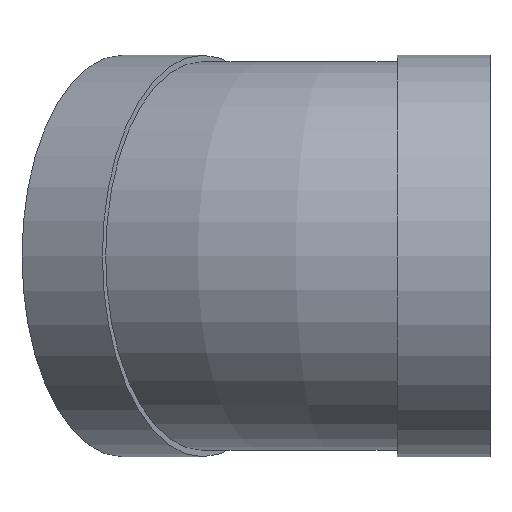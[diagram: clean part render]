
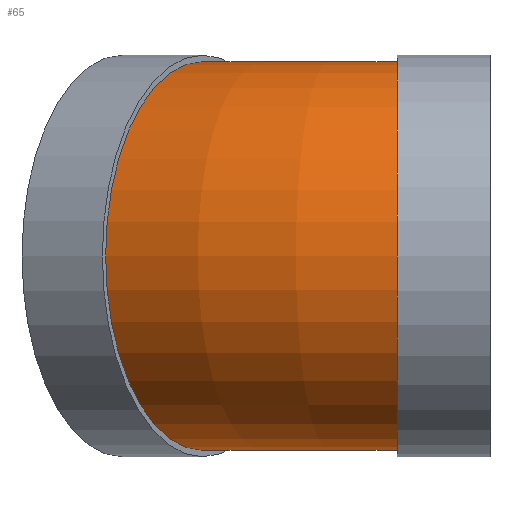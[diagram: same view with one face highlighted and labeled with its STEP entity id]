
A CAD part, left-side view. The second image highlights one B-rep face of the part: STEP entity #65.
In plain terms, the highlighted toroidal (fillet/blend) face has major radius 180 mm and minor radius 90 mm.
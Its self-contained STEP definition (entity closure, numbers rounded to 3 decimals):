
#65 = ADVANCED_FACE( '', ( #126, #127 ), #128, .T. );
#126 = FACE_OUTER_BOUND( '', #188, .T. );
#127 = FACE_OUTER_BOUND( '', #189, .T. );
#128 = TOROIDAL_SURFACE( '', #190, 180., 90. );
#188 = EDGE_LOOP( '', ( #244 ) );
#189 = EDGE_LOOP( '', ( #245 ) );
#190 = AXIS2_PLACEMENT_3D( '', #246, #247, #248 );
#244 = ORIENTED_EDGE( '', *, *, #307, .T. );
#245 = ORIENTED_EDGE( '', *, *, #303, .F. );
#246 = CARTESIAN_POINT( '', ( 180., 43., 0. ) );
#247 = DIRECTION( '', ( 0., 0., -1. ) );
#248 = DIRECTION( '', ( -1., 0., 0. ) );
#303 = EDGE_CURVE( '', #330, #330, #331, .T. );
#307 = EDGE_CURVE( '', #336, #336, #337, .T. );
#330 = VERTEX_POINT( '', #366 );
#331 = CIRCLE( '', #367, 90. );
#336 = VERTEX_POINT( '', #372 );
#337 = CIRCLE( '', #373, 90. );
#366 = CARTESIAN_POINT( '', ( 102.058, 88., 0. ) );
#367 = AXIS2_PLACEMENT_3D( '', #403, #404, #405 );
#372 = CARTESIAN_POINT( '', ( 90., 43., 0. ) );
#373 = AXIS2_PLACEMENT_3D( '', #409, #410, #411 );
#403 = CARTESIAN_POINT( '', ( 24.115, 133., 0. ) );
#404 = DIRECTION( '', ( 0.5, 0.866, 0. ) );
#405 = DIRECTION( '', ( 0.866, -0.5, 0. ) );
#409 = CARTESIAN_POINT( '', ( 0., 43., 0. ) );
#410 = DIRECTION( '', ( 0., 1., 0. ) );
#411 = DIRECTION( '', ( 1., 0., 0. ) );
